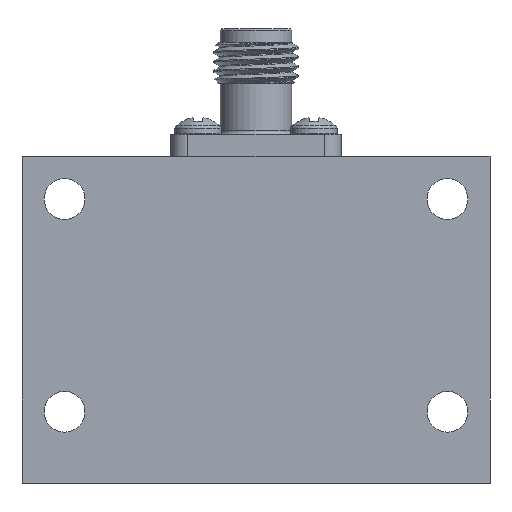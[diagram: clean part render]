
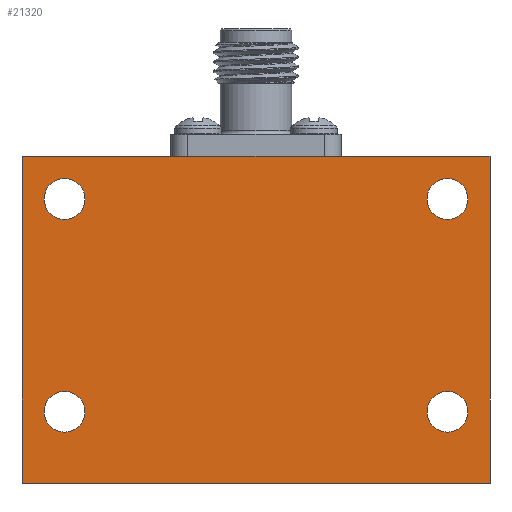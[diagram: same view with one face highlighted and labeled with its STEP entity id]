
A CAD part, front view. The second image highlights one B-rep face of the part: STEP entity #21320.
In plain terms, the highlighted planar face has unit normal (0, -1, 0).
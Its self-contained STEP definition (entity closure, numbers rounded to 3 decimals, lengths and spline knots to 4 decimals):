
#219 = CARTESIAN_POINT ( 'NONE',  ( -0.5625, -0.25, -0.7225 ) ) ;
#466 = CARTESIAN_POINT ( 'NONE',  ( 0.6875, -0.25, -0.0325 ) ) ;
#609 = VECTOR ( 'NONE', #4969, 39.3701 ) ;
#1247 = VERTEX_POINT ( 'NONE', #24450 ) ;
#1726 = DIRECTION ( 'NONE',  ( 0., 0., 1. ) ) ;
#1811 = EDGE_CURVE ( 'NONE', #8554, #8554, #25347, .T. ) ;
#1932 = VERTEX_POINT ( 'NONE', #19431 ) ;
#2073 = EDGE_LOOP ( 'NONE', ( #11711 ) ) ;
#2089 = FACE_BOUND ( 'NONE', #2073, .T. ) ;
#2110 = CARTESIAN_POINT ( 'NONE',  ( 0.6875, -0.25, -0.9925 ) ) ;
#2243 = CARTESIAN_POINT ( 'NONE',  ( 0.6875, -0.25, -0.9925 ) ) ;
#2317 = CIRCLE ( 'NONE', #25991, 0.06 ) ;
#2576 = EDGE_LOOP ( 'NONE', ( #22290 ) ) ;
#2582 = VERTEX_POINT ( 'NONE', #20541 ) ;
#2833 = LINE ( 'NONE', #466, #12540 ) ;
#3054 = DIRECTION ( 'NONE',  ( 0., 0., 1. ) ) ;
#3110 = CARTESIAN_POINT ( 'NONE',  ( 0.5625, -0.25, -0.0975 ) ) ;
#3855 = EDGE_LOOP ( 'NONE', ( #22999 ) ) ;
#4444 = EDGE_CURVE ( 'NONE', #18183, #35034, #32138, .T. ) ;
#4626 = EDGE_CURVE ( 'NONE', #12122, #1247, #2833, .T. ) ;
#4728 = DIRECTION ( 'NONE',  ( 0., 1., 0. ) ) ;
#4969 = DIRECTION ( 'NONE',  ( -1., 0., 0. ) ) ;
#5102 = DIRECTION ( 'NONE',  ( -1., 0., 0. ) ) ;
#5490 = EDGE_CURVE ( 'NONE', #35362, #35362, #22955, .T. ) ;
#6220 = AXIS2_PLACEMENT_3D ( 'NONE', #25326, #16500, #27513 ) ;
#7801 = CARTESIAN_POINT ( 'NONE',  ( -0.5625, -0.25, -0.7825 ) ) ;
#8554 = VERTEX_POINT ( 'NONE', #3110 ) ;
#8772 = EDGE_LOOP ( 'NONE', ( #13311, #13847, #9598, #16053, #23337, #32887 ) ) ;
#8874 = CARTESIAN_POINT ( 'NONE',  ( -0.6875, -0.25, -0.9925 ) ) ;
#9598 = ORIENTED_EDGE ( 'NONE', *, *, #21797, .F. ) ;
#9780 = AXIS2_PLACEMENT_3D ( 'NONE', #11921, #30724, #3054 ) ;
#10071 = DIRECTION ( 'NONE',  ( 0., 1., 0. ) ) ;
#10263 = DIRECTION ( 'NONE',  ( 1., 0., 0. ) ) ;
#10625 = DIRECTION ( 'NONE',  ( 0., 0., 1. ) ) ;
#11545 = VECTOR ( 'NONE', #5102, 39.3701 ) ;
#11711 = ORIENTED_EDGE ( 'NONE', *, *, #15616, .T. ) ;
#11921 = CARTESIAN_POINT ( 'NONE',  ( 0.5625, -0.25, -0.1575 ) ) ;
#12122 = VERTEX_POINT ( 'NONE', #14343 ) ;
#12318 = CARTESIAN_POINT ( 'NONE',  ( -0.5625, -0.25, -0.0975 ) ) ;
#12540 = VECTOR ( 'NONE', #27596, 39.3701 ) ;
#12964 = LINE ( 'NONE', #23984, #18786 ) ;
#13134 = FACE_OUTER_BOUND ( 'NONE', #8772, .T. ) ;
#13311 = ORIENTED_EDGE ( 'NONE', *, *, #23139, .F. ) ;
#13847 = ORIENTED_EDGE ( 'NONE', *, *, #4626, .T. ) ;
#14343 = CARTESIAN_POINT ( 'NONE',  ( -0.2, -0.25, -0.0325 ) ) ;
#15290 = PLANE ( 'NONE',  #29133 ) ;
#15616 = EDGE_CURVE ( 'NONE', #22816, #22816, #19971, .T. ) ;
#16053 = ORIENTED_EDGE ( 'NONE', *, *, #29096, .F. ) ;
#16121 = CARTESIAN_POINT ( 'NONE',  ( 0.6875, -0.25, -0.0325 ) ) ;
#16500 = DIRECTION ( 'NONE',  ( 0., 1., 0. ) ) ;
#16635 = CARTESIAN_POINT ( 'NONE',  ( 0.6875, -0.25, -0.9925 ) ) ;
#18183 = VERTEX_POINT ( 'NONE', #16635 ) ;
#18650 = EDGE_LOOP ( 'NONE', ( #27620 ) ) ;
#18786 = VECTOR ( 'NONE', #10263, 39.3701 ) ;
#19347 = DIRECTION ( 'NONE',  ( 0., 0., 1. ) ) ;
#19431 = CARTESIAN_POINT ( 'NONE',  ( -0.6875, -0.25, -0.9925 ) ) ;
#19971 = CIRCLE ( 'NONE', #27442, 0.06 ) ;
#20451 = CARTESIAN_POINT ( 'NONE',  ( 0.6875, -0.25, -0.0325 ) ) ;
#20541 = CARTESIAN_POINT ( 'NONE',  ( 0.2, -0.25, -0.0325 ) ) ;
#20834 = DIRECTION ( 'NONE',  ( 0., 1., 0. ) ) ;
#21199 = CARTESIAN_POINT ( 'NONE',  ( -0.5625, -0.25, -0.1575 ) ) ;
#21272 = FACE_BOUND ( 'NONE', #2576, .T. ) ;
#21320 = ADVANCED_FACE ( 'NONE', ( #28851, #21272, #34816, #2089, #13134 ), #15290, .F. ) ;
#21797 = EDGE_CURVE ( 'NONE', #1932, #1247, #33623, .T. ) ;
#22290 = ORIENTED_EDGE ( 'NONE', *, *, #1811, .T. ) ;
#22816 = VERTEX_POINT ( 'NONE', #219 ) ;
#22955 = CIRCLE ( 'NONE', #6220, 0.06 ) ;
#22999 = ORIENTED_EDGE ( 'NONE', *, *, #27817, .T. ) ;
#23139 = EDGE_CURVE ( 'NONE', #12122, #2582, #12964, .T. ) ;
#23337 = ORIENTED_EDGE ( 'NONE', *, *, #4444, .T. ) ;
#23984 = CARTESIAN_POINT ( 'NONE',  ( 0.6875, -0.25, -0.0325 ) ) ;
#24450 = CARTESIAN_POINT ( 'NONE',  ( -0.6875, -0.25, -0.0325 ) ) ;
#25326 = CARTESIAN_POINT ( 'NONE',  ( 0.5625, -0.25, -0.7825 ) ) ;
#25347 = CIRCLE ( 'NONE', #9780, 0.06 ) ;
#25991 = AXIS2_PLACEMENT_3D ( 'NONE', #21199, #20834, #31865 ) ;
#26129 = CARTESIAN_POINT ( 'NONE',  ( 0.6875, -0.25, -0.9925 ) ) ;
#26767 = DIRECTION ( 'NONE',  ( 0., 0., 1. ) ) ;
#26894 = EDGE_CURVE ( 'NONE', #35034, #2582, #32938, .T. ) ;
#27211 = CARTESIAN_POINT ( 'NONE',  ( 0.5625, -0.25, -0.7225 ) ) ;
#27364 = LINE ( 'NONE', #2243, #609 ) ;
#27404 = VECTOR ( 'NONE', #19347, 39.3701 ) ;
#27442 = AXIS2_PLACEMENT_3D ( 'NONE', #7801, #4728, #26767 ) ;
#27513 = DIRECTION ( 'NONE',  ( 0., 0., 1. ) ) ;
#27596 = DIRECTION ( 'NONE',  ( -1., 0., 0. ) ) ;
#27620 = ORIENTED_EDGE ( 'NONE', *, *, #5490, .T. ) ;
#27817 = EDGE_CURVE ( 'NONE', #28949, #28949, #2317, .T. ) ;
#28851 = FACE_BOUND ( 'NONE', #18650, .T. ) ;
#28949 = VERTEX_POINT ( 'NONE', #12318 ) ;
#29096 = EDGE_CURVE ( 'NONE', #18183, #1932, #27364, .T. ) ;
#29133 = AXIS2_PLACEMENT_3D ( 'NONE', #26129, #10071, #1726 ) ;
#30724 = DIRECTION ( 'NONE',  ( 0., 1., 0. ) ) ;
#31865 = DIRECTION ( 'NONE',  ( 0., 0., 1. ) ) ;
#32138 = LINE ( 'NONE', #2110, #32759 ) ;
#32759 = VECTOR ( 'NONE', #10625, 39.3701 ) ;
#32887 = ORIENTED_EDGE ( 'NONE', *, *, #26894, .T. ) ;
#32938 = LINE ( 'NONE', #16121, #11545 ) ;
#33623 = LINE ( 'NONE', #8874, #27404 ) ;
#34816 = FACE_BOUND ( 'NONE', #3855, .T. ) ;
#35034 = VERTEX_POINT ( 'NONE', #20451 ) ;
#35362 = VERTEX_POINT ( 'NONE', #27211 ) ;
